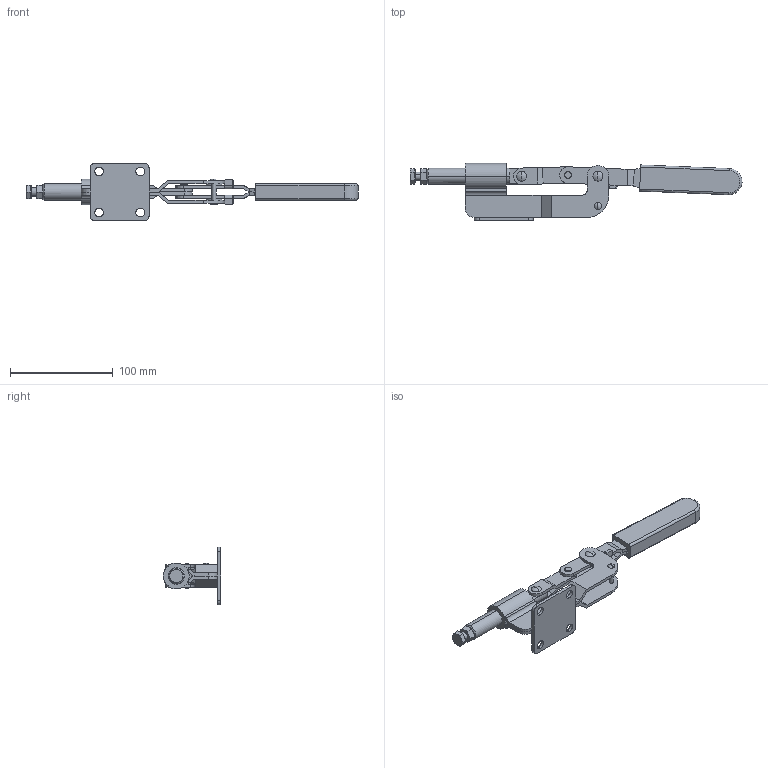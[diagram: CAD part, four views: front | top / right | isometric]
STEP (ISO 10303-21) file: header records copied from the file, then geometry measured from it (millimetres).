
FILE_DESCRIPTION (( 'STEP AP214' ), '1' );
FILE_NAME ('GH-36060(Â²¤Æ).STEP', '2020-07-03T09:13:05', ( 'LinWei' ), ( '' ), 'SwSTEP 2.0', 'SolidWorks 2016', '' );
FILE_SCHEMA (( 'AUTOMOTIVE_DESIGN' ));
Length unit declared in the file: millimetre
Products named in the file (6): 4300732-1^GH-36060(簡化); Group5^GH-36060(簡化); Group3^GH-36060(簡化); Group2^GH-36060(簡化); Group1^GH-36060(簡化); GH-36060(簡化)
Assembly tree (5 placements, depth 2):
  GH-36060(簡化)
    Group1^GH-36060(簡化)
    Group2^GH-36060(簡化)
    Group3^GH-36060(簡化)
    Group5^GH-36060(簡化)
    4300732-1^GH-36060(簡化)
Bounding box: 322.49 x 55.5 x 56 mm (x, y, z)
Volume: 116245.2 mm3; surface area: 52638.8 mm2
Topology: 6 solids, 6 shells, 245 faces, 592 edges, 376 vertices
Faces by surface type: plane 120, cylinder 87, cone 22, torus 10, sphere 6
Entity records: 7729 total; most frequent: CARTESIAN_POINT 1429, DIRECTION 1288, ORIENTED_EDGE 1180, EDGE_CURVE 590, AXIS2_PLACEMENT_3D 479, VERTEX_POINT 376, LINE 330, VECTOR 330
